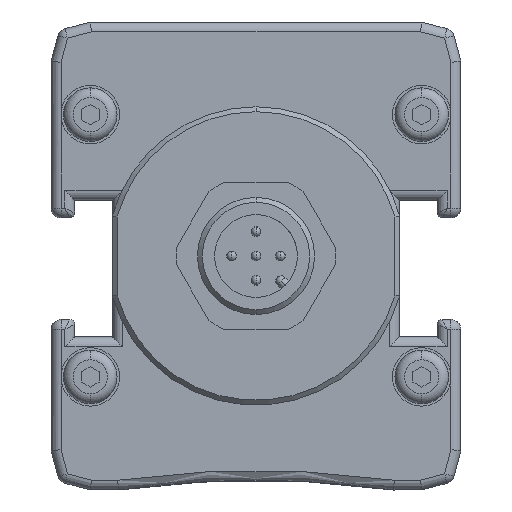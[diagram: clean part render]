
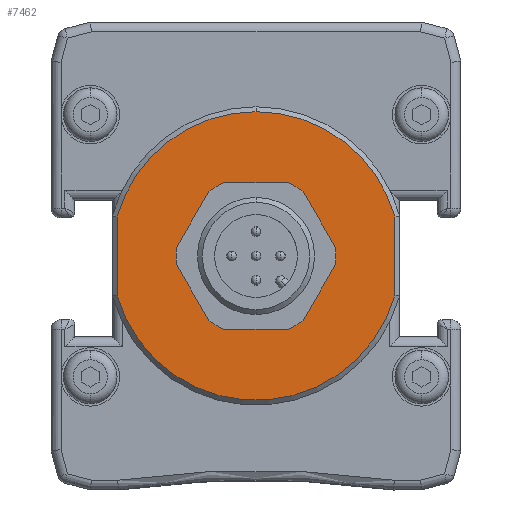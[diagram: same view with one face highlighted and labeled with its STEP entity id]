
A CAD part, front view. The second image highlights one B-rep face of the part: STEP entity #7462.
In plain terms, the highlighted planar face has unit normal (0, -1, 0).
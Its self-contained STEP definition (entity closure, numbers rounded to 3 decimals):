
#68 = LINE ( 'NONE', #9322, #10333 ) ;
#72 = VECTOR ( 'NONE', #760, 1000. ) ;
#403 = DIRECTION ( 'NONE',  ( 0., 0., -1. ) ) ;
#686 = CARTESIAN_POINT ( 'NONE',  ( 0., -248.5, 0. ) ) ;
#760 = DIRECTION ( 'NONE',  ( 0., 0., 1. ) ) ;
#1029 = CARTESIAN_POINT ( 'NONE',  ( -14.25, -248.5, -3.997 ) ) ;
#1164 = VERTEX_POINT ( 'NONE', #9387 ) ;
#1344 = CIRCLE ( 'NONE', #10235, 14.8 ) ;
#1403 = ORIENTED_EDGE ( 'NONE', *, *, #1738, .T. ) ;
#1669 = DIRECTION ( 'NONE',  ( 0., 0., -1. ) ) ;
#1738 = EDGE_CURVE ( 'NONE', #5268, #7153, #68, .T. ) ;
#2220 = CARTESIAN_POINT ( 'NONE',  ( 0., -248.5, 0. ) ) ;
#2713 = LINE ( 'NONE', #6744, #72 ) ;
#3204 = DIRECTION ( 'NONE',  ( 0., 0., -1. ) ) ;
#3390 = FACE_OUTER_BOUND ( 'NONE', #6374, .T. ) ;
#4530 = DIRECTION ( 'NONE',  ( 0., 0., -1. ) ) ;
#4989 = VERTEX_POINT ( 'NONE', #11991 ) ;
#5167 = EDGE_CURVE ( 'NONE', #1164, #9699, #2713, .T. ) ;
#5268 = VERTEX_POINT ( 'NONE', #10869 ) ;
#6066 = ORIENTED_EDGE ( 'NONE', *, *, #5167, .T. ) ;
#6374 = EDGE_LOOP ( 'NONE', ( #1403, #7064, #6066, #8870, #6734 ) ) ;
#6381 = DIRECTION ( 'NONE',  ( 0., -1., 0. ) ) ;
#6497 = CIRCLE ( 'NONE', #10608, 14.8 ) ;
#6734 = ORIENTED_EDGE ( 'NONE', *, *, #12885, .T. ) ;
#6744 = CARTESIAN_POINT ( 'NONE',  ( 14.25, -248.5, 4.065 ) ) ;
#7064 = ORIENTED_EDGE ( 'NONE', *, *, #9243, .T. ) ;
#7153 = VERTEX_POINT ( 'NONE', #1029 ) ;
#7462 = ADVANCED_FACE ( 'NONE', ( #3390 ), #12471, .T. ) ;
#7662 = DIRECTION ( 'NONE',  ( 0., -1., 0. ) ) ;
#7729 = EDGE_CURVE ( 'NONE', #9699, #4989, #10910, .T. ) ;
#8215 = AXIS2_PLACEMENT_3D ( 'NONE', #8502, #10525, #4530 ) ;
#8502 = CARTESIAN_POINT ( 'NONE',  ( 0., -248.5, 0. ) ) ;
#8870 = ORIENTED_EDGE ( 'NONE', *, *, #7729, .T. ) ;
#9182 = DIRECTION ( 'NONE',  ( 0., -1., 0. ) ) ;
#9243 = EDGE_CURVE ( 'NONE', #7153, #1164, #1344, .T. ) ;
#9322 = CARTESIAN_POINT ( 'NONE',  ( -14.25, -248.5, 0. ) ) ;
#9387 = CARTESIAN_POINT ( 'NONE',  ( 14.25, -248.5, -3.997 ) ) ;
#9699 = VERTEX_POINT ( 'NONE', #11958 ) ;
#10235 = AXIS2_PLACEMENT_3D ( 'NONE', #2220, #9182, #3204 ) ;
#10330 = DIRECTION ( 'NONE',  ( 0., 0., -1. ) ) ;
#10333 = VECTOR ( 'NONE', #10330, 1000. ) ;
#10525 = DIRECTION ( 'NONE',  ( 0., -1., 0. ) ) ;
#10608 = AXIS2_PLACEMENT_3D ( 'NONE', #12325, #6381, #403 ) ;
#10869 = CARTESIAN_POINT ( 'NONE',  ( -14.25, -248.5, 3.997 ) ) ;
#10910 = CIRCLE ( 'NONE', #11964, 14.8 ) ;
#11958 = CARTESIAN_POINT ( 'NONE',  ( 14.25, -248.5, 3.997 ) ) ;
#11964 = AXIS2_PLACEMENT_3D ( 'NONE', #686, #7662, #1669 ) ;
#11991 = CARTESIAN_POINT ( 'NONE',  ( 0., -248.5, 14.8 ) ) ;
#12325 = CARTESIAN_POINT ( 'NONE',  ( 0., -248.5, 0. ) ) ;
#12471 = PLANE ( 'NONE',  #8215 ) ;
#12885 = EDGE_CURVE ( 'NONE', #4989, #5268, #6497, .T. ) ;
